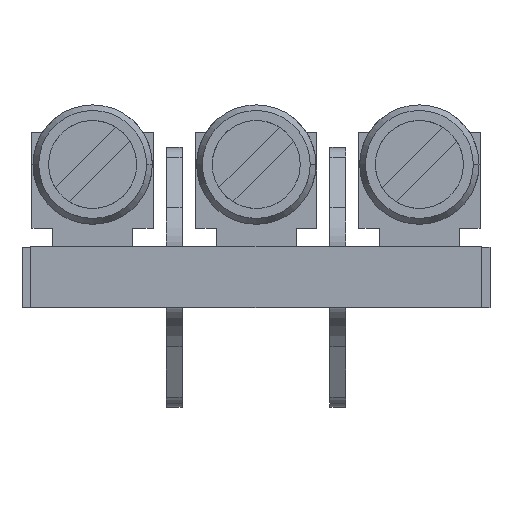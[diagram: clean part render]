
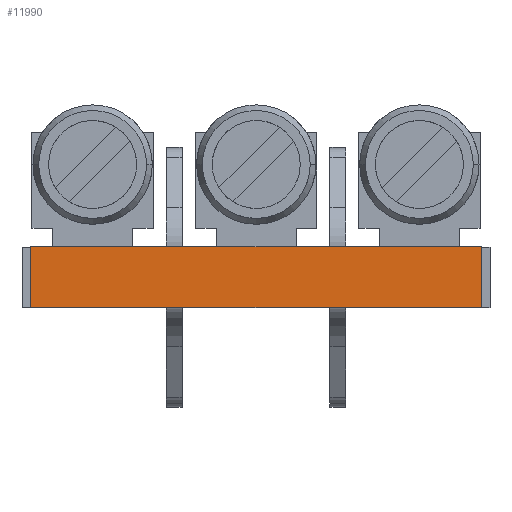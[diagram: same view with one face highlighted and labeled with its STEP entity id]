
A CAD part, top view. The second image highlights one B-rep face of the part: STEP entity #11990.
In plain terms, the highlighted face is planar.
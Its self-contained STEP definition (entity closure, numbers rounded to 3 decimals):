
#6330=CARTESIAN_POINT('',(-22.143,-22.853,
-7.775));
#6340=VERTEX_POINT('',#6330);
#8800=CARTESIAN_POINT('',(-22.143,-22.853,14.85));
#8810=VERTEX_POINT('',#8800);
#8840=CARTESIAN_POINT('',(-22.143,-22.853,0.));
#8850=DIRECTION('',(0.,0.,-1.));
#8860=VECTOR('',#8850,1.);
#8870=LINE('',#8840,#8860);
#8880=EDGE_CURVE('',#8810,#6340,#8870,.T.);
#11690=CARTESIAN_POINT('',(-24.693,-22.853,0.));
#11700=DIRECTION('',(-0.,1.,0.));
#11710=DIRECTION('',(1.,0.,0.));
#11720=AXIS2_PLACEMENT_3D('',#11690,#11700,#11710);
#11730=PLANE('',#11720);
#11740=CARTESIAN_POINT('',(0.,-22.853,-7.775));
#11750=DIRECTION('',(1.,0.,0.));
#11760=VECTOR('',#11750,1.);
#11770=LINE('',#11740,#11760);
#11780=CARTESIAN_POINT('',(-25.193,-22.853,
-7.775));
#11790=VERTEX_POINT('',#11780);
#11800=EDGE_CURVE('',#11790,#6340,#11770,.T.);
#11810=ORIENTED_EDGE('',*,*,#11800,.F.);
#11820=ORIENTED_EDGE('',*,*,#8880,.T.);
#11830=CARTESIAN_POINT('',(0.,-22.853,14.85));
#11840=DIRECTION('',(1.,0.,0.));
#11850=VECTOR('',#11840,1.);
#11860=LINE('',#11830,#11850);
#11870=CARTESIAN_POINT('',(-25.193,-22.853,14.85));
#11880=VERTEX_POINT('',#11870);
#11890=EDGE_CURVE('',#11880,#8810,#11860,.T.);
#11900=ORIENTED_EDGE('',*,*,#11890,.T.);
#11910=CARTESIAN_POINT('',(-25.193,-22.853,0.));
#11920=DIRECTION('',(0.,0.,-1.));
#11930=VECTOR('',#11920,1.);
#11940=LINE('',#11910,#11930);
#11950=EDGE_CURVE('',#11880,#11790,#11940,.T.);
#11960=ORIENTED_EDGE('',*,*,#11950,.F.);
#11970=EDGE_LOOP('',(#11960,#11900,#11820,#11810));
#11980=FACE_OUTER_BOUND('',#11970,.T.);
#11990=ADVANCED_FACE('',(#11980),#11730,.T.);
